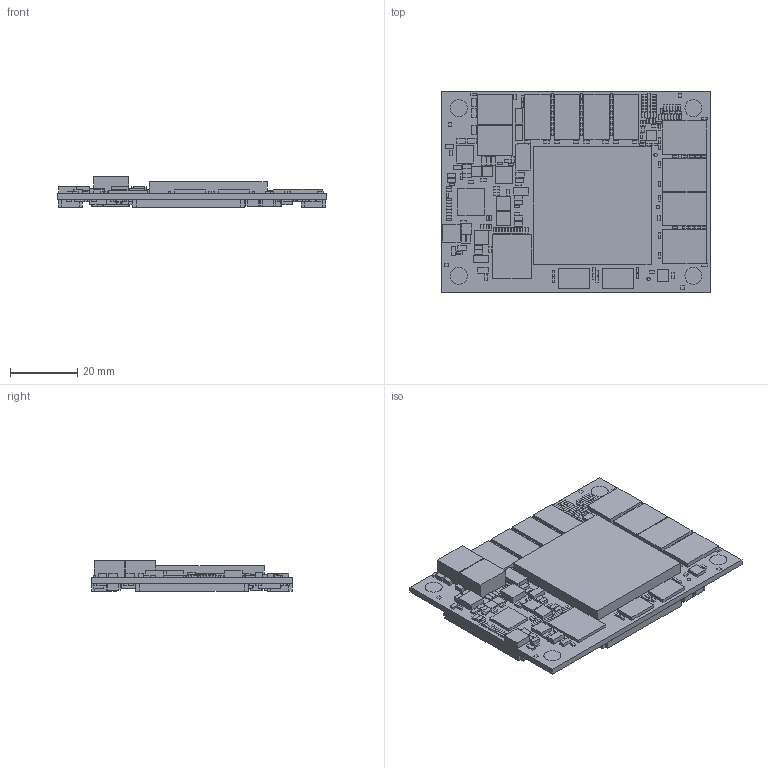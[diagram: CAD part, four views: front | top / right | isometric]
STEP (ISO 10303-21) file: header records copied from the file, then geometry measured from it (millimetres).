
FILE_DESCRIPTION(/* description */ ('PCB Design'),/* implementation_level */ '2;1');
FILE_NAME(/* name */ 'ACU7EV-STEP',/* time_stamp */ '2021-09-15T11:59:45+08:00',/* author */ ('ALINX-11'),/* organization */ (''),/* preprocessor_version */ 'ST-DEVELOPER v16',/* originating_system */ 'allegro_17.2S007',/* authorisation */ '');
FILE_SCHEMA (('AUTOMOTIVE_DESIGN { 1 0 10303 214 3 1 1 }'));
Length unit declared in the file: inch
Products named in the file (40): ACU7EV-STEP; BOARD_OUTLINE; COMPONENTS; D7343; DCU_PDSO-G8; USIL-8; FFVC1156; L5_2X5_2; LED_0805; OSC3_2X2_5; MLP8; MT40A256M16GE-075E; MT40A1G16RC-062E; CC0805; SOT23-3; TP; R0402; VQFN64; VSON-10; TPS51200DRCR; L0603; AXK5A2137YG; CSD87381P; 8S1_SOIC8; MARK; MH_250H125; SOT23-5; RR0402; CC0402; MYMGM1R824ELA5RP; C1206; OSC6-3225; 6-TDFN-EP; DSBGA8; SX2-3215; L4_2X4_2; VFBGA_13X11_5; CC1206; CC0603; LL0603
Assembly tree (626 placements, depth 3):
  ACU7EV-STEP
    BOARD_OUTLINE
    COMPONENTS
      D7343  x10
      DCU_PDSO-G8
      USIL-8
      FFVC1156
      L5_2X5_2  x3
      LED_0805
      OSC3_2X2_5
      MLP8  x2
      MT40A256M16GE-075E  x4
      MT40A1G16RC-062E  x4
      CC0805  x23
      SOT23-3
      TP  x3
      R0402  x3
      VQFN64
      VSON-10  x2
      TPS51200DRCR
      L0603  x3
      AXK5A2137YG  x4
      CSD87381P  x3
      8S1_SOIC8
      MARK  x8
      MH_250H125  x4
      SOT23-5
      RR0402  x166
      CC0402  x289
      MYMGM1R824ELA5RP  x2
      C1206
      OSC6-3225
      6-TDFN-EP
      DSBGA8
      SX2-3215
      L4_2X4_2  x3
      VFBGA_13X11_5
      CC1206  x28
      CC0603  x41
      LL0603  x3
Bounding box: 80 x 60 x 9.16 mm (x, y, z)
Surface area: 26527.4 mm2 (no closed solid volume)
Topology: 0 solids, 625 shells, 3848 faces, 8419 edges, 5196 vertices
Faces by surface type: plane 3834, cylinder 14
Entity records: 12236 total; most frequent: DIRECTION 1933, AXIS2_PLACEMENT_3D 1500, CARTESIAN_POINT 1041, ORIENTED_EDGE 984, PRODUCT_DEFINITION_SHAPE 666, ITEM_DEFINED_TRANSFORMATION 626, CONTEXT_DEPENDENT_SHAPE_REPRESENTATION 626, NEXT_ASSEMBLY_USAGE_OCCURRENCE 626
